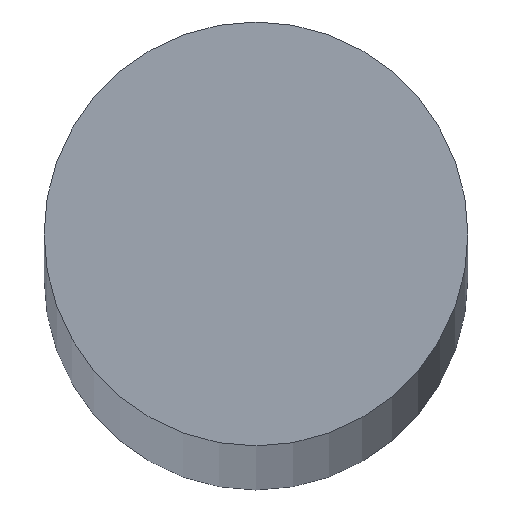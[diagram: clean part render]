
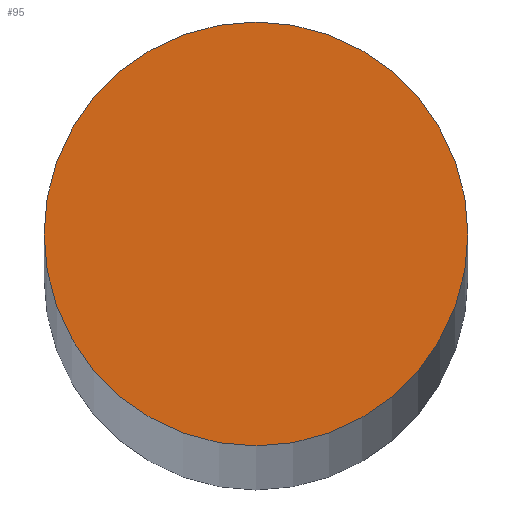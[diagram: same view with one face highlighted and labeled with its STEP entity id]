
A CAD part, top view. The second image highlights one B-rep face of the part: STEP entity #95.
In plain terms, the highlighted planar face has unit normal (0, 0, 1).
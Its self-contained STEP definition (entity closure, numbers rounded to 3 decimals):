
#3 = DIRECTION ( 'NONE',  ( 0., 0., 1. ) ) ;
#5 = DIRECTION ( 'NONE',  ( 1., 0., 0. ) ) ;
#7 = CIRCLE ( 'NONE', #55, 21. ) ;
#9 = AXIS2_PLACEMENT_3D ( 'NONE', #61, #22, #18 ) ;
#16 = CARTESIAN_POINT ( 'NONE',  ( -21., 0., 2500. ) ) ;
#17 = PLANE ( 'NONE',  #44 ) ;
#18 = DIRECTION ( 'NONE',  ( 1., 0., 0. ) ) ;
#19 = ORIENTED_EDGE ( 'NONE', *, *, #118, .T. ) ;
#22 = DIRECTION ( 'NONE',  ( 0., 0., 1. ) ) ;
#28 = EDGE_CURVE ( 'NONE', #46, #31, #105, .T. ) ;
#31 = VERTEX_POINT ( 'NONE', #16 ) ;
#41 = DIRECTION ( 'NONE',  ( 0., 0., 1. ) ) ;
#44 = AXIS2_PLACEMENT_3D ( 'NONE', #71, #3, #5 ) ;
#46 = VERTEX_POINT ( 'NONE', #76 ) ;
#52 = CARTESIAN_POINT ( 'NONE',  ( 0., 0., 2500. ) ) ;
#55 = AXIS2_PLACEMENT_3D ( 'NONE', #52, #41, #72 ) ;
#61 = CARTESIAN_POINT ( 'NONE',  ( 0., 0., 2500. ) ) ;
#63 = EDGE_LOOP ( 'NONE', ( #19, #108 ) ) ;
#68 = FACE_OUTER_BOUND ( 'NONE', #63, .T. ) ;
#71 = CARTESIAN_POINT ( 'NONE',  ( 0., 0., 2500. ) ) ;
#72 = DIRECTION ( 'NONE',  ( 1., 0., 0. ) ) ;
#76 = CARTESIAN_POINT ( 'NONE',  ( 21., 0., 2500. ) ) ;
#95 = ADVANCED_FACE ( 'NONE', ( #68 ), #17, .T. ) ;
#105 = CIRCLE ( 'NONE', #9, 21. ) ;
#108 = ORIENTED_EDGE ( 'NONE', *, *, #28, .T. ) ;
#118 = EDGE_CURVE ( 'NONE', #31, #46, #7, .T. ) ;
